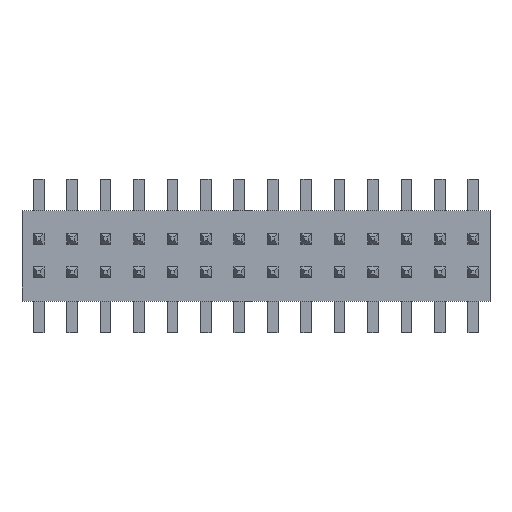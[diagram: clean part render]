
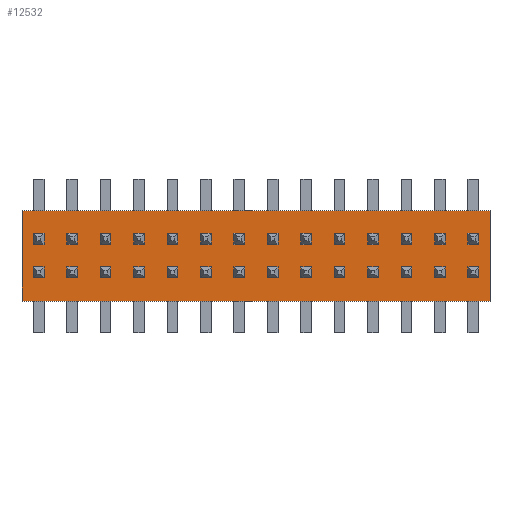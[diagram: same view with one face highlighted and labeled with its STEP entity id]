
A CAD part, top view. The second image highlights one B-rep face of the part: STEP entity #12532.
In plain terms, the highlighted face is planar.
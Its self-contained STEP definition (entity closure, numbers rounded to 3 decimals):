
#12400 = EDGE_CURVE('',#12401,#12403,#12405,.T.);
#12401 = VERTEX_POINT('',#12402);
#12402 = CARTESIAN_POINT('',(-8.89,1.753,-1.715));
#12403 = VERTEX_POINT('',#12404);
#12404 = CARTESIAN_POINT('',(-8.89,1.753,1.715));
#12405 = LINE('',#12406,#12407);
#12406 = CARTESIAN_POINT('',(-8.89,1.753,-1.715));
#12407 = VECTOR('',#12408,1.);
#12408 = DIRECTION('',(0.,0.,1.));
#12440 = EDGE_CURVE('',#12403,#12441,#12443,.T.);
#12441 = VERTEX_POINT('',#12442);
#12442 = CARTESIAN_POINT('',(8.89,1.753,1.715));
#12443 = LINE('',#12444,#12445);
#12444 = CARTESIAN_POINT('',(-8.89,1.753,1.715));
#12445 = VECTOR('',#12446,1.);
#12446 = DIRECTION('',(1.,0.,0.));
#12471 = EDGE_CURVE('',#12441,#12472,#12474,.T.);
#12472 = VERTEX_POINT('',#12473);
#12473 = CARTESIAN_POINT('',(8.89,1.753,-1.715));
#12474 = LINE('',#12475,#12476);
#12475 = CARTESIAN_POINT('',(8.89,1.753,1.715));
#12476 = VECTOR('',#12477,1.);
#12477 = DIRECTION('',(0.,0.,-1.));
#12502 = EDGE_CURVE('',#12472,#12401,#12503,.T.);
#12503 = LINE('',#12504,#12505);
#12504 = CARTESIAN_POINT('',(8.89,1.753,-1.715));
#12505 = VECTOR('',#12506,1.);
#12506 = DIRECTION('',(-1.,0.,0.));
#12532 = ADVANCED_FACE('',(#12533),#12539,.T.);
#12533 = FACE_BOUND('',#12534,.T.);
#12534 = EDGE_LOOP('',(#12535,#12536,#12537,#12538));
#12535 = ORIENTED_EDGE('',*,*,#12400,.T.);
#12536 = ORIENTED_EDGE('',*,*,#12440,.T.);
#12537 = ORIENTED_EDGE('',*,*,#12471,.T.);
#12538 = ORIENTED_EDGE('',*,*,#12502,.T.);
#12539 = PLANE('',#12540);
#12540 = AXIS2_PLACEMENT_3D('',#12541,#12542,#12543);
#12541 = CARTESIAN_POINT('',(0.,1.753,0.));
#12542 = DIRECTION('',(0.,1.,0.));
#12543 = DIRECTION('',(0.,-0.,1.));
